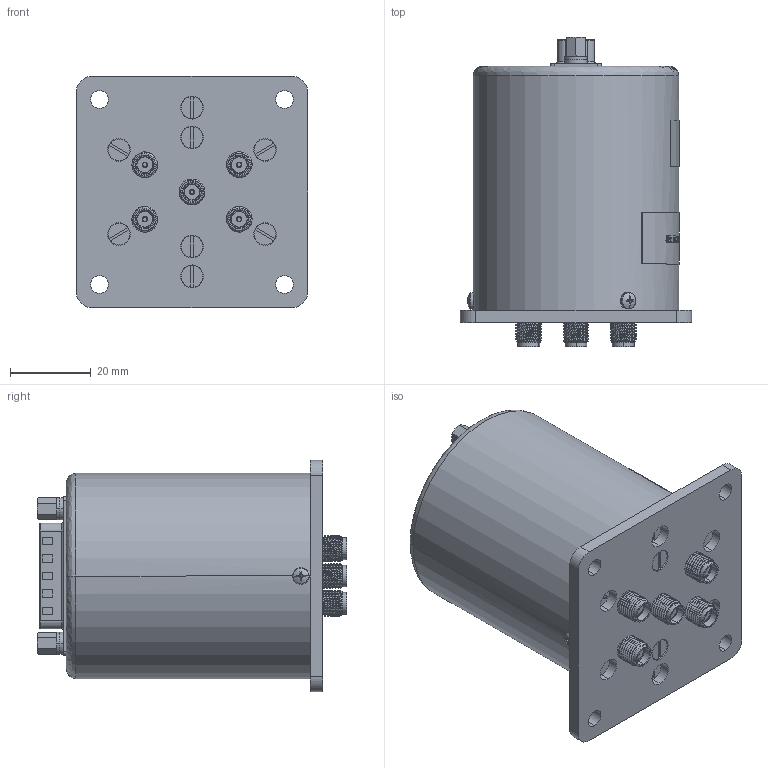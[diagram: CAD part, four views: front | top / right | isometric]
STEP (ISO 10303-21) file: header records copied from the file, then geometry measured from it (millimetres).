
FILE_DESCRIPTION (( 'STEP AP214' ), '1' );
FILE_NAME ('FMSW6567_3D.step', '2023-02-17T21:46:24', ( '' ), ( '' ), 'SwSTEP 2.0', 'SolidWorks 2022', '' );
FILE_SCHEMA (( 'AUTOMOTIVE_DESIGN' ));
Length unit declared in the file: inch
Products named in the file (10): 9P+H2.375+D2_2; A16L61008_-001_2; A16L21002_1; 6T_4T_1; A12066001-e360_7; A16029Y01_4; A12075Y04_-203_4; FMSW6567_3D; A16L24Y01-CST_2; 15P mela-D-SUB CUP 172E-015-103_4
Assembly tree (23 placements, depth 3):
  FMSW6567_3D
    6T_4T_1
      A16L21002_1
      A16L24Y01-CST_2  x8
      A16029Y01_4  x5
    A12075Y04_-203_4  x3
    9P+H2.375+D2_2
      A16L61008_-001_2
      15P mela-D-SUB CUP 172E-015-103_4
      A12066001-e360_7  x2
Bounding box: 57.15 x 76.44 x 57.15 mm (x, y, z)
Volume: 27256.1 mm3; surface area: 37809.9 mm2
Topology: 30 solids, 30 shells, 1578 faces, 3860 edges, 2492 vertices
Faces by surface type: cylinder 573, plane 540, bspline 376, cone 89
Entity records: 47357 total; most frequent: CARTESIAN_POINT 19540, ORIENTED_EDGE 5456, DIRECTION 3963, EDGE_CURVE 2728, VERTEX_POINT 1767, AXIS2_PLACEMENT_3D 1499, EDGE_LOOP 1237, FACE_OUTER_BOUND 1095
